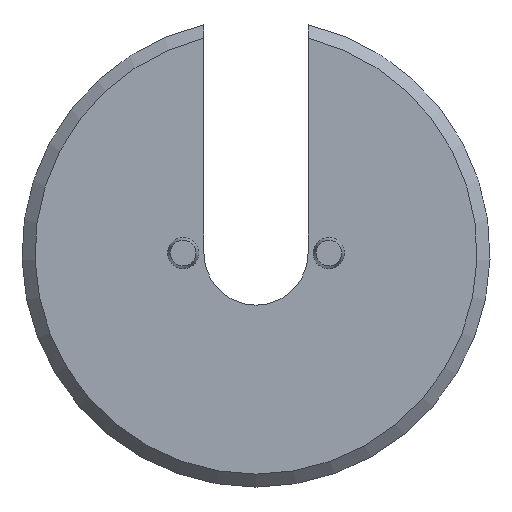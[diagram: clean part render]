
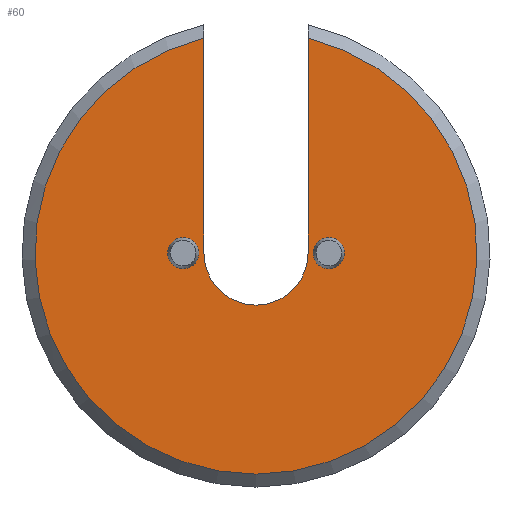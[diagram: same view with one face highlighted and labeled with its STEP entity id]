
A CAD part, front view. The second image highlights one B-rep face of the part: STEP entity #60.
In plain terms, the highlighted planar face has unit normal (0, -1, 0).
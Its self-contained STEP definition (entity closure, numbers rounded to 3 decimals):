
#60 = ADVANCED_FACE( '', ( #120, #121, #122 ), #123, .F. );
#120 = FACE_OUTER_BOUND( '', #175, .T. );
#121 = FACE_BOUND( '', #176, .T. );
#122 = FACE_BOUND( '', #177, .T. );
#123 = PLANE( '', #178 );
#175 = EDGE_LOOP( '', ( #268, #269, #270, #271 ) );
#176 = EDGE_LOOP( '', ( #272 ) );
#177 = EDGE_LOOP( '', ( #273 ) );
#178 = AXIS2_PLACEMENT_3D( '', #274, #275, #276 );
#268 = ORIENTED_EDGE( '', *, *, #308, .F. );
#269 = ORIENTED_EDGE( '', *, *, #314, .T. );
#270 = ORIENTED_EDGE( '', *, *, #294, .T. );
#271 = ORIENTED_EDGE( '', *, *, #302, .T. );
#272 = ORIENTED_EDGE( '', *, *, #321, .F. );
#273 = ORIENTED_EDGE( '', *, *, #317, .F. );
#274 = CARTESIAN_POINT( '', ( 8.5, 0., 0. ) );
#275 = DIRECTION( '', ( 0., 1., 0. ) );
#276 = DIRECTION( '', ( 0., 0., 1. ) );
#294 = EDGE_CURVE( '', #336, #334, #337, .T. );
#302 = EDGE_CURVE( '', #334, #347, #350, .T. );
#308 = EDGE_CURVE( '', #358, #347, #360, .T. );
#314 = EDGE_CURVE( '', #358, #336, #368, .T. );
#317 = EDGE_CURVE( '', #371, #371, #372, .F. );
#321 = EDGE_CURVE( '', #376, #376, #377, .F. );
#334 = VERTEX_POINT( '', #394 );
#336 = VERTEX_POINT( '', #399 );
#337 = LINE( '', #400, #401 );
#347 = VERTEX_POINT( '', #413 );
#350 = CIRCLE( '', #419, 8.5 );
#358 = VERTEX_POINT( '', #431 );
#360 = LINE( '', #434, #435 );
#368 = CIRCLE( '', #444, 2. );
#371 = VERTEX_POINT( '', #447 );
#372 = CIRCLE( '', #448, 0.6 );
#376 = VERTEX_POINT( '', #452 );
#377 = CIRCLE( '', #453, 0.6 );
#394 = CARTESIAN_POINT( '', ( -2., 0., 8.261 ) );
#399 = CARTESIAN_POINT( '', ( -2., 0., 0. ) );
#400 = CARTESIAN_POINT( '', ( -2., 0., 0. ) );
#401 = VECTOR( '', #461, 1000. );
#413 = CARTESIAN_POINT( '', ( 2., 0., 8.261 ) );
#419 = AXIS2_PLACEMENT_3D( '', #470, #471, #472 );
#431 = CARTESIAN_POINT( '', ( 2., 0., 0. ) );
#434 = CARTESIAN_POINT( '', ( 2., 0., 0. ) );
#435 = VECTOR( '', #478, 1000. );
#444 = AXIS2_PLACEMENT_3D( '', #486, #487, #488 );
#447 = CARTESIAN_POINT( '', ( -2.8, 0., 0.6 ) );
#448 = AXIS2_PLACEMENT_3D( '', #492, #493, #494 );
#452 = CARTESIAN_POINT( '', ( 2.8, 0., 0.6 ) );
#453 = AXIS2_PLACEMENT_3D( '', #498, #499, #500 );
#461 = DIRECTION( '', ( 0., 0., 1. ) );
#470 = CARTESIAN_POINT( '', ( 0., 0., 0. ) );
#471 = DIRECTION( '', ( 0., -1., 0. ) );
#472 = DIRECTION( '', ( 0., 0., -1. ) );
#478 = DIRECTION( '', ( 0., 0., 1. ) );
#486 = CARTESIAN_POINT( '', ( 0., 0., 0. ) );
#487 = DIRECTION( '', ( 0., 1., 0. ) );
#488 = DIRECTION( '', ( 1., 0., 0. ) );
#492 = CARTESIAN_POINT( '', ( -2.8, 0., 0. ) );
#493 = DIRECTION( '', ( 0., 1., 0. ) );
#494 = DIRECTION( '', ( 0., 0., 1. ) );
#498 = CARTESIAN_POINT( '', ( 2.8, 0., 0. ) );
#499 = DIRECTION( '', ( 0., 1., 0. ) );
#500 = DIRECTION( '', ( 0., 0., 1. ) );
